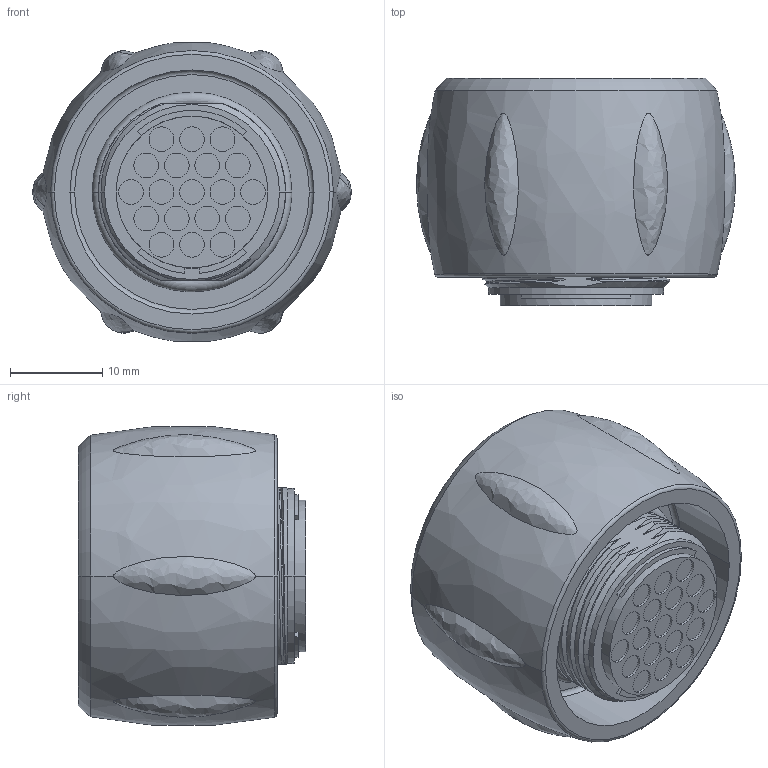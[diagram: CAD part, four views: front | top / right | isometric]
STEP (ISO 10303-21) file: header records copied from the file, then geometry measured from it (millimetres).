
FILE_DESCRIPTION((''),'2;1');
FILE_NAME('UTS6JC1419S-CATALOGUE','2011-01-03T',('Gsineau'),('SOURIAU'),'PRO/ENGINEER BY PARAMETRIC TECHNOLOGY CORPORATION, 2010140','PRO/ENGINEER BY PARAMETRIC TECHNOLOGY CORPORATION, 2010140','');
FILE_SCHEMA(('CONFIG_CONTROL_DESIGN'));
Length unit declared in the file: millimetre
Products named in the file (1): UTS6JC1419S-CATALOGUE
Bounding box: 34.5 x 24.61 x 32.3 mm (x, y, z)
Volume: 14414.9 mm3; surface area: 7745.4 mm2
Topology: 2 solids, 2 shells, 401 faces, 941 edges, 597 vertices
Faces by surface type: cylinder 135, bspline 99, plane 93, cone 45, torus 19, sphere 10
Entity records: 18189 total; most frequent: CARTESIAN_POINT 9468, ORIENTED_EDGE 1882, DIRECTION 1633, EDGE_CURVE 941, AXIS2_PLACEMENT_3D 660, VERTEX_POINT 597, EDGE_LOOP 456, FACE_OUTER_BOUND 401
